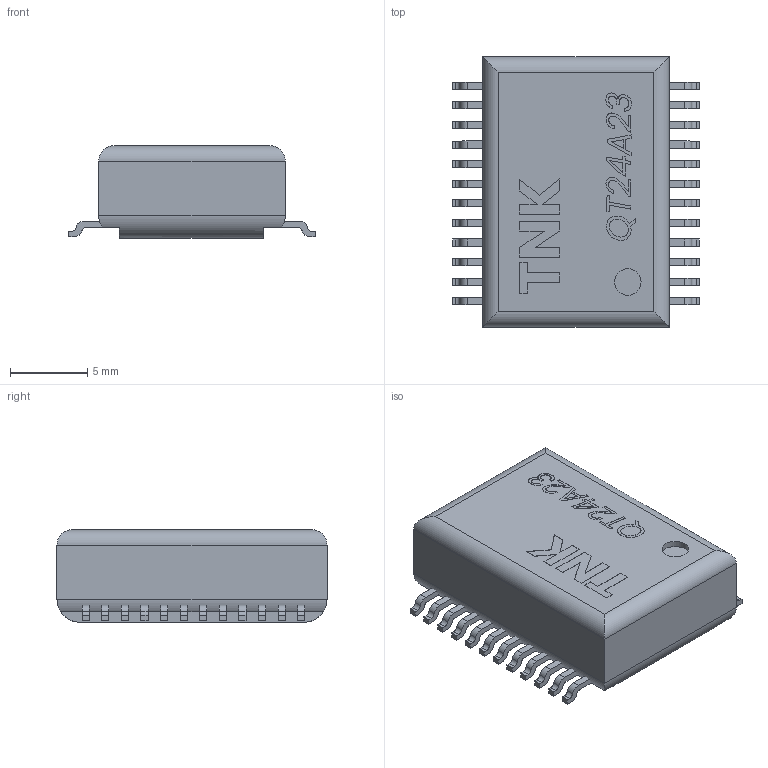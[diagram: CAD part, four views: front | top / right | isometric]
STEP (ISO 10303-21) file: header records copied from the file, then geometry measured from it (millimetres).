
FILE_DESCRIPTION(/* description */ ('STEP AP242','CAx-IF Rec.Pracs.---Representation and Presentation of Product Manufacturing Information (PMI)---4.0---2014-10-13','CAx-IF Rec.Pracs.---3D Tessellated Geometry---0.4---2014-09-14','2;1'),/* implementation_level */ '2;1');
FILE_NAME(/* name */ '6521f14a2856903f6e33b0b4',/* time_stamp */ '2023-10-08T00:01:15Z',/* author */ (''),/* organization */ (''),/* preprocessor_version */ 'ST-DEVELOPER v19.4',/* originating_system */ ' ',/* authorisation */ ' ');
FILE_SCHEMA (('AP242_MANAGED_MODEL_BASED_3D_ENGINEERING_MIM_LF { 1 0 10303 442 1 1 4 }'));
Length unit declared in the file: metre
Products named in the file (23): Part 23; Part 22; Part 21; Part 20; Part 19; Part 18; Part 17; Part 16; Part 15; Part 14; Part 13; Part 12; Part 11; Part 10; Part 9; Part 8; Part 7; Part 6; Part 5; Part 4; Part 3; Part 2; Part 1
Bounding box: 16 x 17.5 x 6 mm (x, y, z)
Volume: 1278.5 mm3; surface area: 1863.2 mm2
Topology: 23 solids, 23 shells, 640 faces, 1753 edges, 1166 vertices
Faces by surface type: plane 367, bspline 166, cylinder 107
Full cylindrical faces by diameter (mm): 1.718 x1
Entity records: 21445 total; most frequent: CARTESIAN_POINT 5407, ORIENTED_EDGE 3504, DIRECTION 2624, EDGE_CURVE 1752, LINE 1210, VECTOR 1210, VERTEX_POINT 1166, AXIS2_PLACEMENT_3D 707
